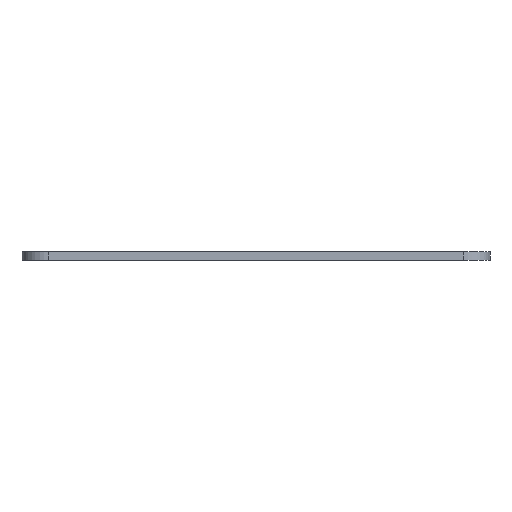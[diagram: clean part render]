
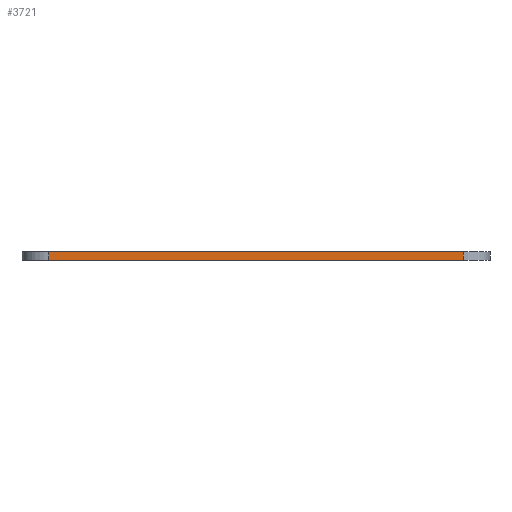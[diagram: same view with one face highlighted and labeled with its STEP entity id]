
A CAD part, left-side view. The second image highlights one B-rep face of the part: STEP entity #3721.
In plain terms, the highlighted planar face has unit normal (-1, 0, 0).
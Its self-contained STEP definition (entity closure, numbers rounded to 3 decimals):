
#480=FACE_OUTER_BOUND('',#697,.T.);
#697=EDGE_LOOP('',(#3113,#3114,#3115,#3116));
#980=LINE('',#6574,#1325);
#1016=LINE('',#6718,#1361);
#1017=LINE('',#6721,#1362);
#1018=LINE('',#6722,#1363);
#1325=VECTOR('',#4306,10.);
#1361=VECTOR('',#4418,10.);
#1362=VECTOR('',#4421,10.);
#1363=VECTOR('',#4422,10.);
#1693=VERTEX_POINT('',#6552);
#1703=VERTEX_POINT('',#6572);
#1772=VERTEX_POINT('',#6714);
#1774=VERTEX_POINT('',#6720);
#2178=EDGE_CURVE('',#1703,#1693,#980,.T.);
#2249=EDGE_CURVE('',#1693,#1772,#1016,.T.);
#2250=EDGE_CURVE('',#1774,#1703,#1017,.T.);
#2251=EDGE_CURVE('',#1772,#1774,#1018,.T.);
#3113=ORIENTED_EDGE('',*,*,#2249,.F.);
#3114=ORIENTED_EDGE('',*,*,#2178,.F.);
#3115=ORIENTED_EDGE('',*,*,#2250,.F.);
#3116=ORIENTED_EDGE('',*,*,#2251,.F.);
#3563=PLANE('',#3902);
#3721=ADVANCED_FACE('',(#480),#3563,.T.);
#3902=AXIS2_PLACEMENT_3D('',#6719,#4419,#4420);
#4306=DIRECTION('',(0.,1.,0.));
#4418=DIRECTION('',(0.,0.,1.));
#4419=DIRECTION('center_axis',(-1.,0.,0.));
#4420=DIRECTION('ref_axis',(0.,-1.,0.));
#4421=DIRECTION('',(0.,0.,-1.));
#4422=DIRECTION('',(0.,-1.,0.));
#6552=CARTESIAN_POINT('',(-28.077,11.59,0.));
#6572=CARTESIAN_POINT('',(-28.077,-66.11,0.));
#6574=CARTESIAN_POINT('',(-28.077,-71.11,0.));
#6714=CARTESIAN_POINT('',(-28.077,11.59,1.5));
#6718=CARTESIAN_POINT('',(-28.077,11.59,0.));
#6719=CARTESIAN_POINT('Origin',(-28.077,16.59,0.));
#6720=CARTESIAN_POINT('',(-28.077,-66.11,1.5));
#6721=CARTESIAN_POINT('',(-28.077,-66.11,0.));
#6722=CARTESIAN_POINT('',(-28.077,-71.11,1.5));
